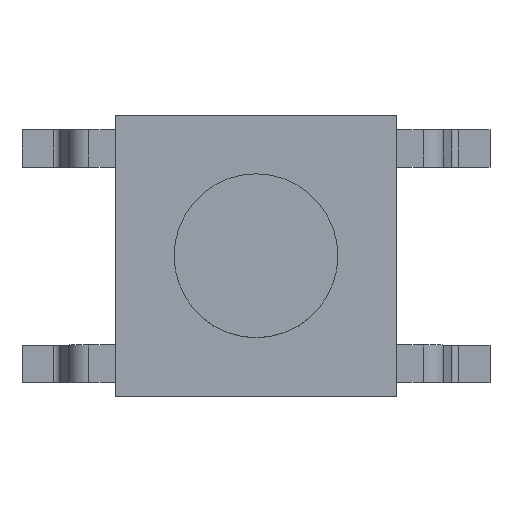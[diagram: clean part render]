
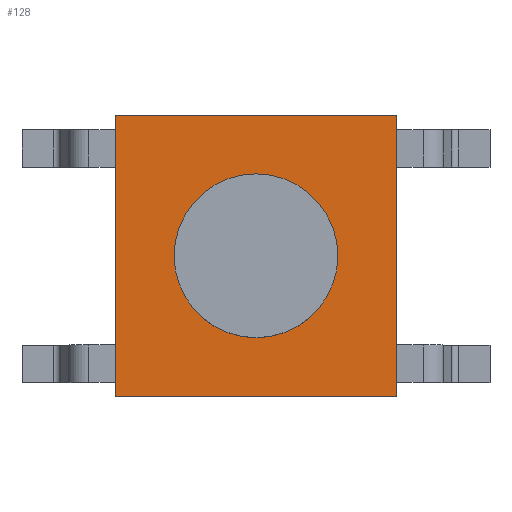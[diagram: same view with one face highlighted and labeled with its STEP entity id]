
A CAD part, top view. The second image highlights one B-rep face of the part: STEP entity #128.
In plain terms, the highlighted planar face has unit normal (0, 0, 1).
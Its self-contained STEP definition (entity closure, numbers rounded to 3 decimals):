
#58 = CYLINDRICAL_SURFACE('',#59,1.75);
#59 = AXIS2_PLACEMENT_3D('',#60,#61,#62);
#60 = CARTESIAN_POINT('',(0.,0.,3.));
#61 = DIRECTION('',(-0.,-0.,-1.));
#62 = DIRECTION('',(1.,0.,0.));
#73 = EDGE_CURVE('',#74,#74,#76,.T.);
#74 = VERTEX_POINT('',#75);
#75 = CARTESIAN_POINT('',(1.75,0.,4.));
#76 = SURFACE_CURVE('',#77,(#82,#89),.PCURVE_S1.);
#77 = CIRCLE('',#78,1.75);
#78 = AXIS2_PLACEMENT_3D('',#79,#80,#81);
#79 = CARTESIAN_POINT('',(0.,0.,4.));
#80 = DIRECTION('',(0.,0.,-1.));
#81 = DIRECTION('',(1.,0.,0.));
#82 = PCURVE('',#58,#83);
#83 = DEFINITIONAL_REPRESENTATION('',(#84),#88);
#84 = LINE('',#85,#86);
#85 = CARTESIAN_POINT('',(-6.283,-1.));
#86 = VECTOR('',#87,1.);
#87 = DIRECTION('',(1.,-0.));
#88 = ( GEOMETRIC_REPRESENTATION_CONTEXT(2) 
PARAMETRIC_REPRESENTATION_CONTEXT() REPRESENTATION_CONTEXT('2D SPACE',''
  ) );
#89 = PCURVE('',#90,#95);
#90 = PLANE('',#91);
#91 = AXIS2_PLACEMENT_3D('',#92,#93,#94);
#92 = CARTESIAN_POINT('',(-3.,3.,4.));
#93 = DIRECTION('',(0.,0.,1.));
#94 = DIRECTION('',(1.,0.,0.));
#95 = DEFINITIONAL_REPRESENTATION('',(#96),#104);
#96 = ( BOUNDED_CURVE() B_SPLINE_CURVE(2,(#97,#98,#99,#100,#101,#102,
#103),.UNSPECIFIED.,.T.,.F.) B_SPLINE_CURVE_WITH_KNOTS((1,2,2,2,2,1),(
    -2.094,0.,2.094,4.189,6.283,
8.378),.UNSPECIFIED.) CURVE() GEOMETRIC_REPRESENTATION_ITEM() 
RATIONAL_B_SPLINE_CURVE((1.,0.5,1.,0.5,1.,0.5,1.)) REPRESENTATION_ITEM(
  '') );
#97 = CARTESIAN_POINT('',(4.75,-3.));
#98 = CARTESIAN_POINT('',(4.75,-6.031));
#99 = CARTESIAN_POINT('',(2.125,-4.516));
#100 = CARTESIAN_POINT('',(-0.5,-3.));
#101 = CARTESIAN_POINT('',(2.125,-1.484));
#102 = CARTESIAN_POINT('',(4.75,0.031));
#103 = CARTESIAN_POINT('',(4.75,-3.));
#104 = ( GEOMETRIC_REPRESENTATION_CONTEXT(2) 
PARAMETRIC_REPRESENTATION_CONTEXT() REPRESENTATION_CONTEXT('2D SPACE',''
  ) );
#128 = ADVANCED_FACE('',(#129,#243),#90,.T.);
#129 = FACE_BOUND('',#130,.T.);
#130 = EDGE_LOOP('',(#131,#161,#189,#217));
#131 = ORIENTED_EDGE('',*,*,#132,.F.);
#132 = EDGE_CURVE('',#133,#135,#137,.T.);
#133 = VERTEX_POINT('',#134);
#134 = CARTESIAN_POINT('',(-3.,3.,4.));
#135 = VERTEX_POINT('',#136);
#136 = CARTESIAN_POINT('',(3.,3.,4.));
#137 = SURFACE_CURVE('',#138,(#142,#149),.PCURVE_S1.);
#138 = LINE('',#139,#140);
#139 = CARTESIAN_POINT('',(-3.,3.,4.));
#140 = VECTOR('',#141,1.);
#141 = DIRECTION('',(1.,0.,0.));
#142 = PCURVE('',#90,#143);
#143 = DEFINITIONAL_REPRESENTATION('',(#144),#148);
#144 = LINE('',#145,#146);
#145 = CARTESIAN_POINT('',(0.,0.));
#146 = VECTOR('',#147,1.);
#147 = DIRECTION('',(1.,0.));
#148 = ( GEOMETRIC_REPRESENTATION_CONTEXT(2) 
PARAMETRIC_REPRESENTATION_CONTEXT() REPRESENTATION_CONTEXT('2D SPACE',''
  ) );
#149 = PCURVE('',#150,#155);
#150 = PLANE('',#151);
#151 = AXIS2_PLACEMENT_3D('',#152,#153,#154);
#152 = CARTESIAN_POINT('',(-3.,3.,0.));
#153 = DIRECTION('',(0.,1.,0.));
#154 = DIRECTION('',(1.,0.,0.));
#155 = DEFINITIONAL_REPRESENTATION('',(#156),#160);
#156 = LINE('',#157,#158);
#157 = CARTESIAN_POINT('',(0.,-4.));
#158 = VECTOR('',#159,1.);
#159 = DIRECTION('',(1.,0.));
#160 = ( GEOMETRIC_REPRESENTATION_CONTEXT(2) 
PARAMETRIC_REPRESENTATION_CONTEXT() REPRESENTATION_CONTEXT('2D SPACE',''
  ) );
#161 = ORIENTED_EDGE('',*,*,#162,.F.);
#162 = EDGE_CURVE('',#163,#133,#165,.T.);
#163 = VERTEX_POINT('',#164);
#164 = CARTESIAN_POINT('',(-3.,-3.,4.));
#165 = SURFACE_CURVE('',#166,(#170,#177),.PCURVE_S1.);
#166 = LINE('',#167,#168);
#167 = CARTESIAN_POINT('',(-3.,-3.,4.));
#168 = VECTOR('',#169,1.);
#169 = DIRECTION('',(0.,1.,0.));
#170 = PCURVE('',#90,#171);
#171 = DEFINITIONAL_REPRESENTATION('',(#172),#176);
#172 = LINE('',#173,#174);
#173 = CARTESIAN_POINT('',(0.,-6.));
#174 = VECTOR('',#175,1.);
#175 = DIRECTION('',(0.,1.));
#176 = ( GEOMETRIC_REPRESENTATION_CONTEXT(2) 
PARAMETRIC_REPRESENTATION_CONTEXT() REPRESENTATION_CONTEXT('2D SPACE',''
  ) );
#177 = PCURVE('',#178,#183);
#178 = PLANE('',#179);
#179 = AXIS2_PLACEMENT_3D('',#180,#181,#182);
#180 = CARTESIAN_POINT('',(-3.,-3.,0.));
#181 = DIRECTION('',(-1.,0.,0.));
#182 = DIRECTION('',(0.,1.,0.));
#183 = DEFINITIONAL_REPRESENTATION('',(#184),#188);
#184 = LINE('',#185,#186);
#185 = CARTESIAN_POINT('',(0.,-4.));
#186 = VECTOR('',#187,1.);
#187 = DIRECTION('',(1.,0.));
#188 = ( GEOMETRIC_REPRESENTATION_CONTEXT(2) 
PARAMETRIC_REPRESENTATION_CONTEXT() REPRESENTATION_CONTEXT('2D SPACE',''
  ) );
#189 = ORIENTED_EDGE('',*,*,#190,.F.);
#190 = EDGE_CURVE('',#191,#163,#193,.T.);
#191 = VERTEX_POINT('',#192);
#192 = CARTESIAN_POINT('',(3.,-3.,4.));
#193 = SURFACE_CURVE('',#194,(#198,#205),.PCURVE_S1.);
#194 = LINE('',#195,#196);
#195 = CARTESIAN_POINT('',(3.,-3.,4.));
#196 = VECTOR('',#197,1.);
#197 = DIRECTION('',(-1.,0.,0.));
#198 = PCURVE('',#90,#199);
#199 = DEFINITIONAL_REPRESENTATION('',(#200),#204);
#200 = LINE('',#201,#202);
#201 = CARTESIAN_POINT('',(6.,-6.));
#202 = VECTOR('',#203,1.);
#203 = DIRECTION('',(-1.,0.));
#204 = ( GEOMETRIC_REPRESENTATION_CONTEXT(2) 
PARAMETRIC_REPRESENTATION_CONTEXT() REPRESENTATION_CONTEXT('2D SPACE',''
  ) );
#205 = PCURVE('',#206,#211);
#206 = PLANE('',#207);
#207 = AXIS2_PLACEMENT_3D('',#208,#209,#210);
#208 = CARTESIAN_POINT('',(3.,-3.,0.));
#209 = DIRECTION('',(0.,-1.,0.));
#210 = DIRECTION('',(-1.,0.,0.));
#211 = DEFINITIONAL_REPRESENTATION('',(#212),#216);
#212 = LINE('',#213,#214);
#213 = CARTESIAN_POINT('',(0.,-4.));
#214 = VECTOR('',#215,1.);
#215 = DIRECTION('',(1.,0.));
#216 = ( GEOMETRIC_REPRESENTATION_CONTEXT(2) 
PARAMETRIC_REPRESENTATION_CONTEXT() REPRESENTATION_CONTEXT('2D SPACE',''
  ) );
#217 = ORIENTED_EDGE('',*,*,#218,.F.);
#218 = EDGE_CURVE('',#135,#191,#219,.T.);
#219 = SURFACE_CURVE('',#220,(#224,#231),.PCURVE_S1.);
#220 = LINE('',#221,#222);
#221 = CARTESIAN_POINT('',(3.,3.,4.));
#222 = VECTOR('',#223,1.);
#223 = DIRECTION('',(0.,-1.,0.));
#224 = PCURVE('',#90,#225);
#225 = DEFINITIONAL_REPRESENTATION('',(#226),#230);
#226 = LINE('',#227,#228);
#227 = CARTESIAN_POINT('',(6.,0.));
#228 = VECTOR('',#229,1.);
#229 = DIRECTION('',(0.,-1.));
#230 = ( GEOMETRIC_REPRESENTATION_CONTEXT(2) 
PARAMETRIC_REPRESENTATION_CONTEXT() REPRESENTATION_CONTEXT('2D SPACE',''
  ) );
#231 = PCURVE('',#232,#237);
#232 = PLANE('',#233);
#233 = AXIS2_PLACEMENT_3D('',#234,#235,#236);
#234 = CARTESIAN_POINT('',(3.,3.,0.));
#235 = DIRECTION('',(1.,0.,0.));
#236 = DIRECTION('',(0.,-1.,0.));
#237 = DEFINITIONAL_REPRESENTATION('',(#238),#242);
#238 = LINE('',#239,#240);
#239 = CARTESIAN_POINT('',(0.,-4.));
#240 = VECTOR('',#241,1.);
#241 = DIRECTION('',(1.,0.));
#242 = ( GEOMETRIC_REPRESENTATION_CONTEXT(2) 
PARAMETRIC_REPRESENTATION_CONTEXT() REPRESENTATION_CONTEXT('2D SPACE',''
  ) );
#243 = FACE_BOUND('',#244,.T.);
#244 = EDGE_LOOP('',(#245));
#245 = ORIENTED_EDGE('',*,*,#73,.T.);
